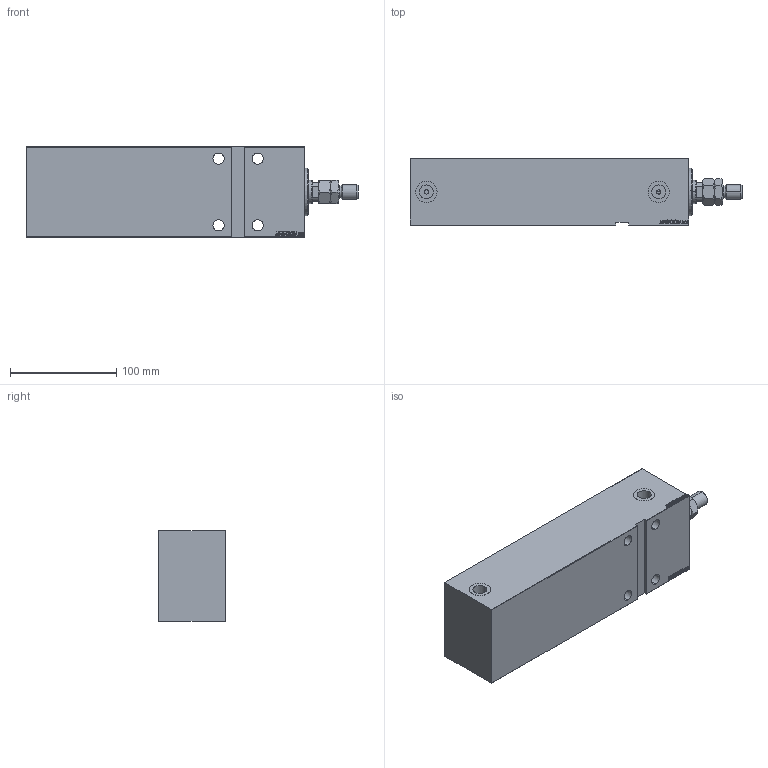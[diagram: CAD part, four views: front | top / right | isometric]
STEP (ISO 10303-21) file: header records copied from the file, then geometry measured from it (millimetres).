
FILE_DESCRIPTION (( 'STEP AP203' ), '1' );
FILE_NAME ('a10a.STEP', '2022-04-17T01:55:12', ( '' ), ( '' ), 'SwSTEP 2.0', 'SolidWorks 2019', '' );
FILE_SCHEMA (( 'CONFIG_CONTROL_DESIGN' ));
Products named in the file (5): MTA a02b2b986263cad2198d03a94f7cf266; a10a; V450CM_G_VCP a02b2b986263cad2198d03a94f7cf266; V450CM_VC_G a02b2b986263cad2198d03a94f7cf266; V450CM_G_Body a02b2b986263cad2198d03a94f7cf266
Assembly tree (4 placements, depth 2):
  a10a
    V450CM_G_Body a02b2b986263cad2198d03a94f7cf266
    V450CM_G_VCP a02b2b986263cad2198d03a94f7cf266
    V450CM_VC_G a02b2b986263cad2198d03a94f7cf266
    MTA a02b2b986263cad2198d03a94f7cf266
Bounding box: 313 x 63 x 85 mm (x, y, z)
Volume: 1301333.8 mm3; surface area: 140354.6 mm2
Topology: 4 solids, 4 shells, 909 faces, 2309 edges, 1519 vertices
Faces by surface type: plane 427, bspline 380, cylinder 58, cone 42, torus 2
Entity records: 44872 total; most frequent: CARTESIAN_POINT 24984, ORIENTED_EDGE 4614, DIRECTION 2715, EDGE_CURVE 2307, VERTEX_POINT 1519, LINE 1335, VECTOR 1335, EDGE_LOOP 1034
